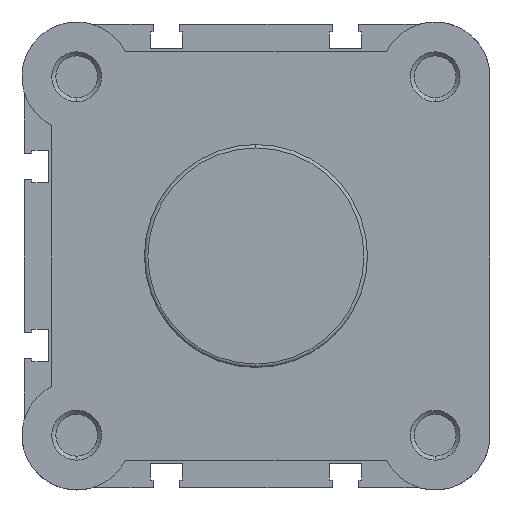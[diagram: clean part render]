
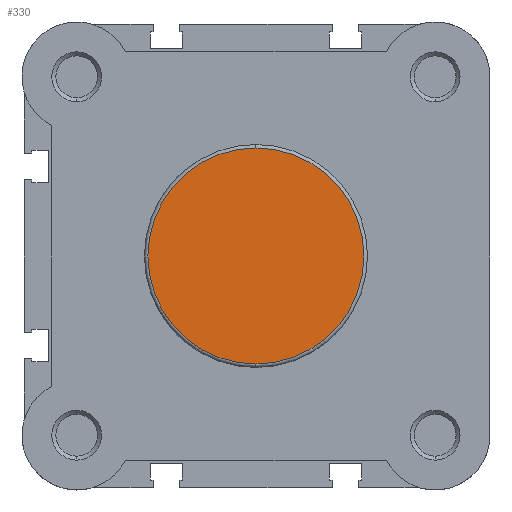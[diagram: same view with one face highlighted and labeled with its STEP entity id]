
A CAD part, left-side view. The second image highlights one B-rep face of the part: STEP entity #330.
In plain terms, the highlighted planar face has unit normal (-1, 0, 0).
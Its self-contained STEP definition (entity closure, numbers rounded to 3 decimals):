
#20 = EDGE_CURVE ( 'NONE', #4743, #4622, #6200, .T. ) ;
#330 = ADVANCED_FACE ( 'NONE', ( #6038 ), #5204, .F. ) ;
#519 = EDGE_CURVE ( 'NONE', #4622, #4743, #1612, .T. ) ;
#904 = AXIS2_PLACEMENT_3D ( 'NONE', #4949, #4950, #4951 ) ;
#980 = AXIS2_PLACEMENT_3D ( 'NONE', #5203, #5206, #5207 ) ;
#1175 = AXIS2_PLACEMENT_3D ( 'NONE', #2321, #2323, #2324 ) ;
#1612 = CIRCLE ( 'NONE', #1175, 21.7 ) ;
#2321 = CARTESIAN_POINT ( 'NONE',  ( 0., 0., 0. ) ) ;
#2323 = DIRECTION ( 'NONE',  ( -1., 0., 0. ) ) ;
#2324 = DIRECTION ( 'NONE',  ( 0., 0., -1. ) ) ;
#3259 = CARTESIAN_POINT ( 'NONE',  ( 0., 0., 21.7 ) ) ;
#3380 = CARTESIAN_POINT ( 'NONE',  ( 0., 0., -21.7 ) ) ;
#3594 = EDGE_LOOP ( 'NONE', ( #3682, #3681 ) ) ;
#3681 = ORIENTED_EDGE ( 'NONE', *, *, #519, .T. ) ;
#3682 = ORIENTED_EDGE ( 'NONE', *, *, #20, .T. ) ;
#4622 = VERTEX_POINT ( 'NONE', #3259 ) ;
#4743 = VERTEX_POINT ( 'NONE', #3380 ) ;
#4949 = CARTESIAN_POINT ( 'NONE',  ( 0., 0., 0. ) ) ;
#4950 = DIRECTION ( 'NONE',  ( -1., 0., 0. ) ) ;
#4951 = DIRECTION ( 'NONE',  ( 0., 0., -1. ) ) ;
#5203 = CARTESIAN_POINT ( 'NONE',  ( 0., 22.4, 0. ) ) ;
#5204 = PLANE ( 'NONE',  #980 ) ;
#5206 = DIRECTION ( 'NONE',  ( 1., 0., 0. ) ) ;
#5207 = DIRECTION ( 'NONE',  ( 0., 0., -1. ) ) ;
#6038 = FACE_OUTER_BOUND ( 'NONE', #3594, .T. ) ;
#6200 = CIRCLE ( 'NONE', #904, 21.7 ) ;
